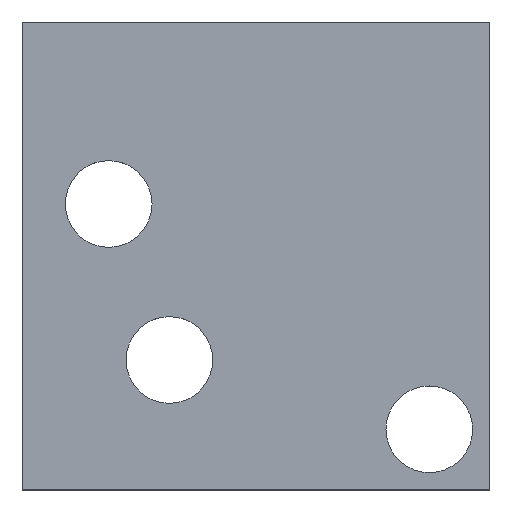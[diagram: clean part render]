
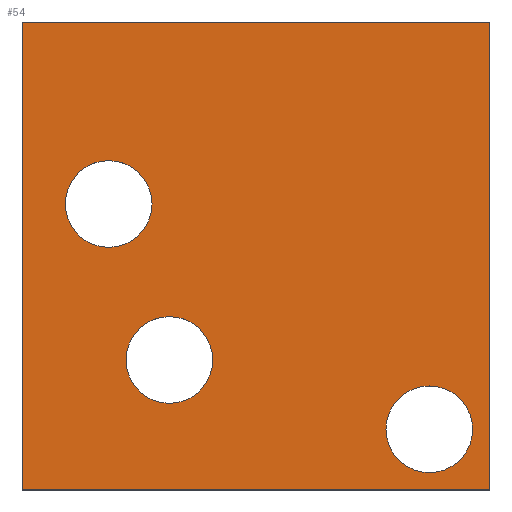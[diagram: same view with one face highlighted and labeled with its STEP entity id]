
A CAD part, top view. The second image highlights one B-rep face of the part: STEP entity #54.
In plain terms, the highlighted planar face has unit normal (0, 0, 1).
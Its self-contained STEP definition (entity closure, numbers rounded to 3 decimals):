
#54=ADVANCED_FACE('',(#75,#77,#79,#81),#83,.T.);
#75=FACE_BOUND('',#76,.T.);
#76=EDGE_LOOP('',(#150,#151,#152,#153));
#77=FACE_BOUND('',#78,.T.);
#78=EDGE_LOOP('',(#154));
#79=FACE_BOUND('',#80,.T.);
#80=EDGE_LOOP('',(#155));
#81=FACE_BOUND('',#82,.T.);
#82=EDGE_LOOP('',(#156));
#83=PLANE('',#84);
#84=AXIS2_PLACEMENT_3D('',#85,#86,#87);
#85=CARTESIAN_POINT('',(0.,0.,2.));
#86=DIRECTION('',(0.,0.,1.));
#87=DIRECTION('',(-1.,0.,0.));
#150=ORIENTED_EDGE('',*,*,#186,.T.);
#151=ORIENTED_EDGE('',*,*,#187,.T.);
#152=ORIENTED_EDGE('',*,*,#188,.T.);
#153=ORIENTED_EDGE('',*,*,#189,.T.);
#154=ORIENTED_EDGE('',*,*,#190,.T.);
#155=ORIENTED_EDGE('',*,*,#191,.T.);
#156=ORIENTED_EDGE('',*,*,#192,.T.);
#186=EDGE_CURVE('',#211,#212,#213,.T.);
#187=EDGE_CURVE('',#212,#214,#215,.T.);
#188=EDGE_CURVE('',#214,#216,#217,.T.);
#189=EDGE_CURVE('',#216,#211,#218,.T.);
#190=EDGE_CURVE('',#219,#219,#220,.F.);
#191=EDGE_CURVE('',#221,#221,#222,.F.);
#192=EDGE_CURVE('',#223,#223,#224,.F.);
#211=VERTEX_POINT('',#260);
#212=VERTEX_POINT('',#261);
#213=LINE('',#262,#263);
#214=VERTEX_POINT('',#265);
#215=LINE('',#266,#267);
#216=VERTEX_POINT('',#269);
#217=LINE('',#270,#271);
#218=LINE('',#273,#274);
#219=VERTEX_POINT('',#276);
#220=CIRCLE('',#277,5.);
#221=VERTEX_POINT('',#281);
#222=CIRCLE('',#282,5.);
#223=VERTEX_POINT('',#286);
#224=CIRCLE('',#287,5.);
#260=CARTESIAN_POINT('',(-27.,27.,2.));
#261=CARTESIAN_POINT('',(-27.,-27.,2.));
#262=CARTESIAN_POINT('',(-27.,27.,2.));
#263=VECTOR('',#264,1.);
#264=DIRECTION('',(0.,-1.,0.));
#265=CARTESIAN_POINT('',(27.,-27.,2.));
#266=CARTESIAN_POINT('',(-27.,-27.,2.));
#267=VECTOR('',#268,1.);
#268=DIRECTION('',(1.,0.,0.));
#269=CARTESIAN_POINT('',(27.,27.,2.));
#270=CARTESIAN_POINT('',(27.,-27.,2.));
#271=VECTOR('',#272,1.);
#272=DIRECTION('',(0.,1.,0.));
#273=CARTESIAN_POINT('',(27.,27.,2.));
#274=VECTOR('',#275,1.);
#275=DIRECTION('',(-1.,0.,0.));
#276=CARTESIAN_POINT('',(15.,-20.,2.));
#277=AXIS2_PLACEMENT_3D('',#278,#279,#280);
#278=CARTESIAN_POINT('',(20.,-20.,2.));
#279=DIRECTION('',(0.,0.,1.));
#280=DIRECTION('',(-1.,0.,0.));
#281=CARTESIAN_POINT('',(-15.,-12.,2.));
#282=AXIS2_PLACEMENT_3D('',#283,#284,#285);
#283=CARTESIAN_POINT('',(-10.,-12.,2.));
#284=DIRECTION('',(0.,0.,1.));
#285=DIRECTION('',(-1.,0.,0.));
#286=CARTESIAN_POINT('',(-22.,6.,2.));
#287=AXIS2_PLACEMENT_3D('',#288,#289,#290);
#288=CARTESIAN_POINT('',(-17.,6.,2.));
#289=DIRECTION('',(0.,0.,1.));
#290=DIRECTION('',(-1.,0.,0.));
